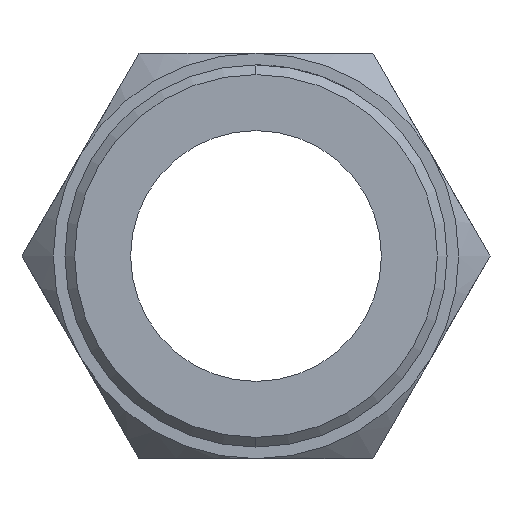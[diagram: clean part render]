
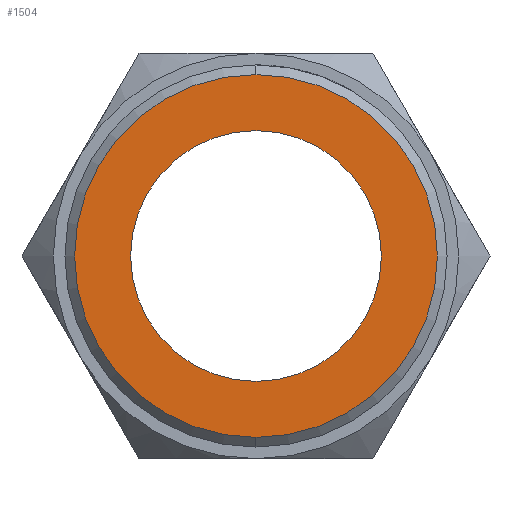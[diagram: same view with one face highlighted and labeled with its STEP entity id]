
A CAD part, left-side view. The second image highlights one B-rep face of the part: STEP entity #1504.
In plain terms, the highlighted planar face has unit normal (-1, 0, 0).
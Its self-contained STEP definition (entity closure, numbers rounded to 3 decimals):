
#6 = AXIS2_PLACEMENT_3D ( 'NONE', #38, #7510, #146 ) ;
#38 = CARTESIAN_POINT ( 'NONE',  ( 0., 0., 0. ) ) ;
#146 = DIRECTION ( 'NONE',  ( 0., 0., -1. ) ) ;
#293 = VERTEX_POINT ( 'NONE', #9359 ) ;
#488 = ORIENTED_EDGE ( 'NONE', *, *, #1884, .T. ) ;
#530 = DIRECTION ( 'NONE',  ( 1., 0., 0. ) ) ;
#671 = CIRCLE ( 'NONE', #1524, 6.5 ) ;
#1162 = CARTESIAN_POINT ( 'NONE',  ( 0., 0., 6.5 ) ) ;
#1504 = ADVANCED_FACE ( 'NONE', ( #7988, #7837 ), #4575, .F. ) ;
#1524 = AXIS2_PLACEMENT_3D ( 'NONE', #7512, #3392, #7457 ) ;
#1531 = CIRCLE ( 'NONE', #8854, 6.5 ) ;
#1608 = EDGE_LOOP ( 'NONE', ( #488, #9145 ) ) ;
#1884 = EDGE_CURVE ( 'NONE', #293, #8221, #3580, .T. ) ;
#2152 = VERTEX_POINT ( 'NONE', #3177 ) ;
#2177 = CARTESIAN_POINT ( 'NONE',  ( 0., 0., 0. ) ) ;
#2358 = DIRECTION ( 'NONE',  ( 1., 0., 0. ) ) ;
#2713 = CARTESIAN_POINT ( 'NONE',  ( 0., 0., 0. ) ) ;
#2950 = DIRECTION ( 'NONE',  ( 0., 0., -1. ) ) ;
#3043 = CIRCLE ( 'NONE', #6, 9.4 ) ;
#3177 = CARTESIAN_POINT ( 'NONE',  ( 0., 0., -6.5 ) ) ;
#3392 = DIRECTION ( 'NONE',  ( 1., 0., 0. ) ) ;
#3440 = EDGE_CURVE ( 'NONE', #8221, #293, #3043, .T. ) ;
#3580 = CIRCLE ( 'NONE', #5446, 9.4 ) ;
#3754 = DIRECTION ( 'NONE',  ( -1., 0., 0. ) ) ;
#3779 = DIRECTION ( 'NONE',  ( 0., 0., -1. ) ) ;
#4575 = PLANE ( 'NONE',  #7319 ) ;
#5446 = AXIS2_PLACEMENT_3D ( 'NONE', #9358, #3754, #2950 ) ;
#5968 = DIRECTION ( 'NONE',  ( 0., 0., -1. ) ) ;
#6099 = VERTEX_POINT ( 'NONE', #1162 ) ;
#6452 = EDGE_LOOP ( 'NONE', ( #8401, #9930 ) ) ;
#7319 = AXIS2_PLACEMENT_3D ( 'NONE', #2177, #530, #3779 ) ;
#7457 = DIRECTION ( 'NONE',  ( 0., 0., -1. ) ) ;
#7510 = DIRECTION ( 'NONE',  ( -1., 0., 0. ) ) ;
#7512 = CARTESIAN_POINT ( 'NONE',  ( 0., 0., 0. ) ) ;
#7555 = EDGE_CURVE ( 'NONE', #6099, #2152, #671, .T. ) ;
#7837 = FACE_BOUND ( 'NONE', #6452, .T. ) ;
#7988 = FACE_OUTER_BOUND ( 'NONE', #1608, .T. ) ;
#8221 = VERTEX_POINT ( 'NONE', #8277 ) ;
#8277 = CARTESIAN_POINT ( 'NONE',  ( 0., 0., 9.4 ) ) ;
#8401 = ORIENTED_EDGE ( 'NONE', *, *, #7555, .T. ) ;
#8854 = AXIS2_PLACEMENT_3D ( 'NONE', #2713, #2358, #5968 ) ;
#9145 = ORIENTED_EDGE ( 'NONE', *, *, #3440, .T. ) ;
#9358 = CARTESIAN_POINT ( 'NONE',  ( 0., 0., 0. ) ) ;
#9359 = CARTESIAN_POINT ( 'NONE',  ( 0., 0., -9.4 ) ) ;
#9930 = ORIENTED_EDGE ( 'NONE', *, *, #10551, .T. ) ;
#10551 = EDGE_CURVE ( 'NONE', #2152, #6099, #1531, .T. ) ;
